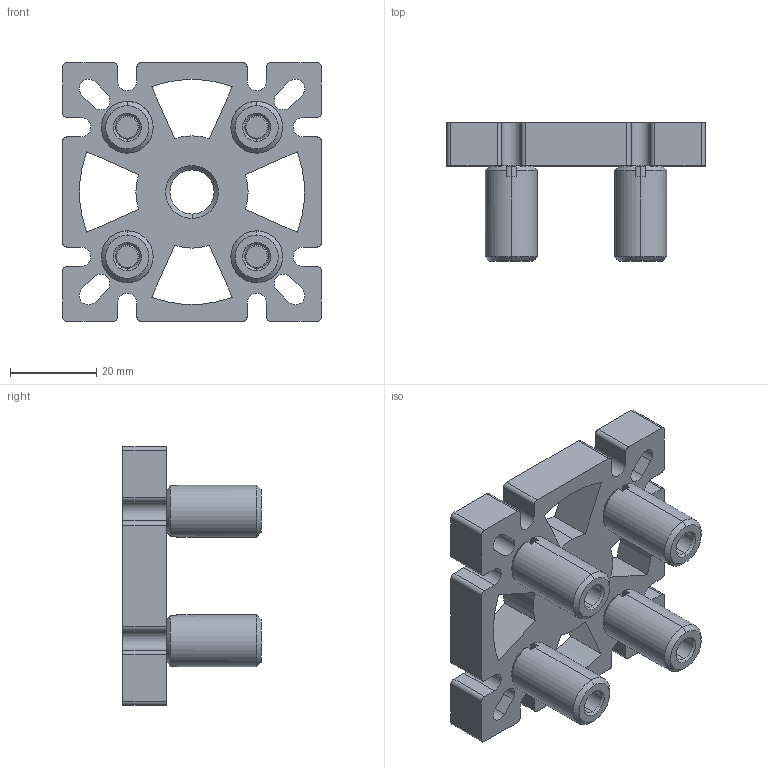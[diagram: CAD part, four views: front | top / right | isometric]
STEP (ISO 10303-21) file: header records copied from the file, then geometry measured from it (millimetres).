
FILE_DESCRIPTION (( 'STEP AP214' ), '1' );
FILE_NAME ('SNSD.30.50.69. Àäàïòåð 60õ60 (Ñòàëü îö.) äëÿ êðåïëåíèÿ îïîðû Ì12(H20).STEP', '2014-11-24T11:23:55', ( 'XTreme.ws' ), ( 'XTreme.ws' ), 'SwSTEP 2.0', 'SolidWorks 2014', '' );
FILE_SCHEMA (( 'AUTOMOTIVE_DESIGN' ));
Length unit declared in the file: millimetre
Products named in the file (4): SNSD.30.50.60. 鍔錓(B14)H20_00; SNSD.30.50.27. Âòóëêà ðåçüáîâàÿ Ì12 - Ì6(D09)H20_00; E15SNSD.30.50.62. 砑僔蠂縺 (B16)E10H20_00; SNSD.30.50.69. Àäàïòåð 60õ60 (Ñòàëü îö.) äëÿ êðåïëåíèÿ îïîðû Ì12(H20)
Assembly tree (9 placements, depth 2):
  SNSD.30.50.69. Àäàïòåð 60õ60 (Ñòàëü îö.) äëÿ êðåïëåíèÿ îïîðû Ì12(H20)
    E15SNSD.30.50.62. 砑僔蠂縺 (B16)E10H20_00
    SNSD.30.50.27. Âòóëêà ðåçüáîâàÿ Ì12 - Ì6(D09)H20_00  x4
    SNSD.30.50.60. 鍔錓(B14)H20_00  x4
Bounding box: 60 x 32 x 60 mm (x, y, z)
Volume: 33089.4 mm3; surface area: 20779.7 mm2
Topology: 9 solids, 9 shells, 288 faces, 742 edges, 480 vertices
Faces by surface type: plane 126, cylinder 102, cone 52, torus 8
Entity records: 5608 total; most frequent: DIRECTION 978, CARTESIAN_POINT 943, ORIENTED_EDGE 896, EDGE_CURVE 448, AXIS2_PLACEMENT_3D 361, VERTEX_POINT 294, LINE 256, VECTOR 256
